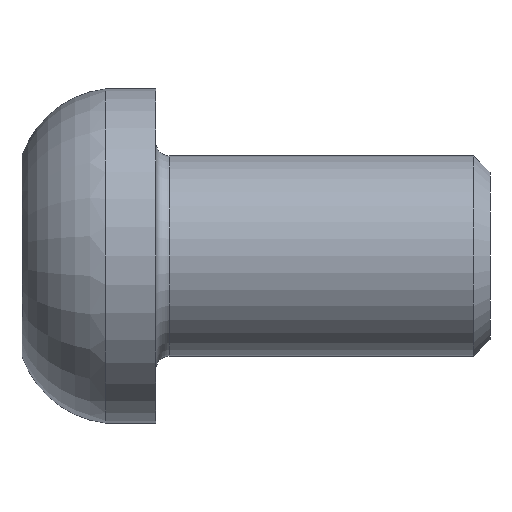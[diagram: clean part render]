
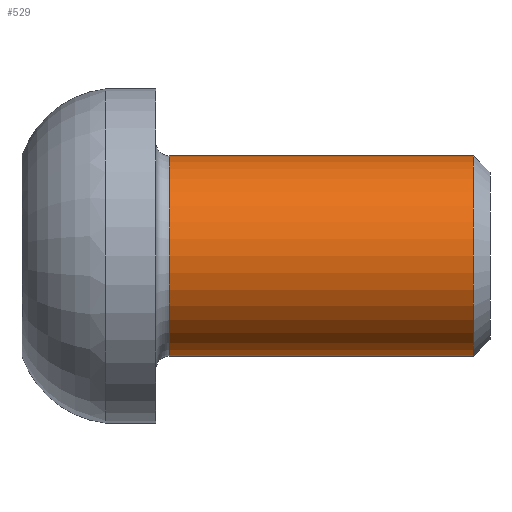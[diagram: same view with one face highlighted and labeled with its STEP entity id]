
A CAD part, front view. The second image highlights one B-rep face of the part: STEP entity #529.
In plain terms, the highlighted cylindrical face has radius 3 mm (diameter 6 mm), a partial arc.
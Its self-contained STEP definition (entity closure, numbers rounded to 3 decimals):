
#20 = CARTESIAN_POINT ( 'NONE',  ( 9.5, 0., 0. ) ) ;
#24 = VECTOR ( 'NONE', #101, 1000. ) ;
#44 = ORIENTED_EDGE ( 'NONE', *, *, #384, .T. ) ;
#45 = CARTESIAN_POINT ( 'NONE',  ( 0.4, 0., 0. ) ) ;
#62 = ORIENTED_EDGE ( 'NONE', *, *, #753, .T. ) ;
#78 = CARTESIAN_POINT ( 'NONE',  ( 0.4, 0., -3. ) ) ;
#101 = DIRECTION ( 'NONE',  ( -1., 0., 0. ) ) ;
#119 = VERTEX_POINT ( 'NONE', #627 ) ;
#160 = DIRECTION ( 'NONE',  ( 0., 0., 1. ) ) ;
#168 = CARTESIAN_POINT ( 'NONE',  ( -29.104, 0., 0. ) ) ;
#239 = CIRCLE ( 'NONE', #352, 3. ) ;
#260 = AXIS2_PLACEMENT_3D ( 'NONE', #45, #404, #160 ) ;
#285 = AXIS2_PLACEMENT_3D ( 'NONE', #168, #717, #302 ) ;
#302 = DIRECTION ( 'NONE',  ( 0., 0., 1. ) ) ;
#320 = DIRECTION ( 'NONE',  ( 0., 0., 1. ) ) ;
#325 = LINE ( 'NONE', #710, #24 ) ;
#343 = CARTESIAN_POINT ( 'NONE',  ( -29.104, 0., -3. ) ) ;
#344 = EDGE_CURVE ( 'NONE', #729, #756, #780, .T. ) ;
#349 = CYLINDRICAL_SURFACE ( 'NONE', #285, 3. ) ;
#350 = EDGE_CURVE ( 'NONE', #747, #729, #467, .T. ) ;
#352 = AXIS2_PLACEMENT_3D ( 'NONE', #20, #685, #320 ) ;
#367 = ORIENTED_EDGE ( 'NONE', *, *, #350, .F. ) ;
#384 = EDGE_CURVE ( 'NONE', #119, #756, #325, .T. ) ;
#395 = VECTOR ( 'NONE', #708, 1000. ) ;
#404 = DIRECTION ( 'NONE',  ( -1., 0., 0. ) ) ;
#419 = FACE_OUTER_BOUND ( 'NONE', #471, .T. ) ;
#467 = LINE ( 'NONE', #343, #395 ) ;
#471 = EDGE_LOOP ( 'NONE', ( #367, #62, #44, #582 ) ) ;
#529 = ADVANCED_FACE ( 'NONE', ( #419 ), #349, .T. ) ;
#576 = CARTESIAN_POINT ( 'NONE',  ( 9.5, 0., -3. ) ) ;
#582 = ORIENTED_EDGE ( 'NONE', *, *, #344, .F. ) ;
#627 = CARTESIAN_POINT ( 'NONE',  ( 9.5, 0., 3. ) ) ;
#630 = CARTESIAN_POINT ( 'NONE',  ( 0.4, 0., 3. ) ) ;
#685 = DIRECTION ( 'NONE',  ( -1., 0., 0. ) ) ;
#708 = DIRECTION ( 'NONE',  ( -1., 0., 0. ) ) ;
#710 = CARTESIAN_POINT ( 'NONE',  ( -29.104, 0., 3. ) ) ;
#717 = DIRECTION ( 'NONE',  ( -1., 0., 0. ) ) ;
#729 = VERTEX_POINT ( 'NONE', #78 ) ;
#747 = VERTEX_POINT ( 'NONE', #576 ) ;
#753 = EDGE_CURVE ( 'NONE', #747, #119, #239, .T. ) ;
#756 = VERTEX_POINT ( 'NONE', #630 ) ;
#780 = CIRCLE ( 'NONE', #260, 3. ) ;
